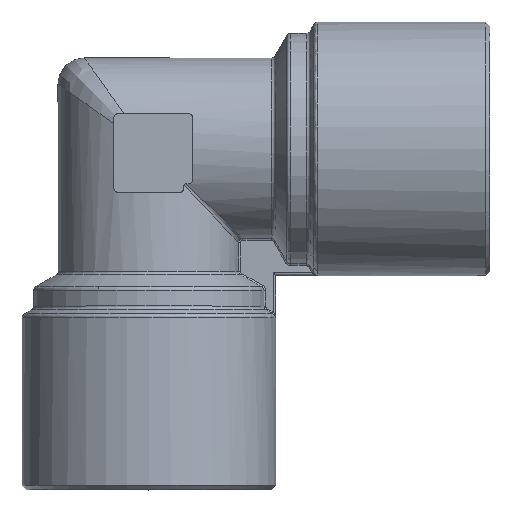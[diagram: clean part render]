
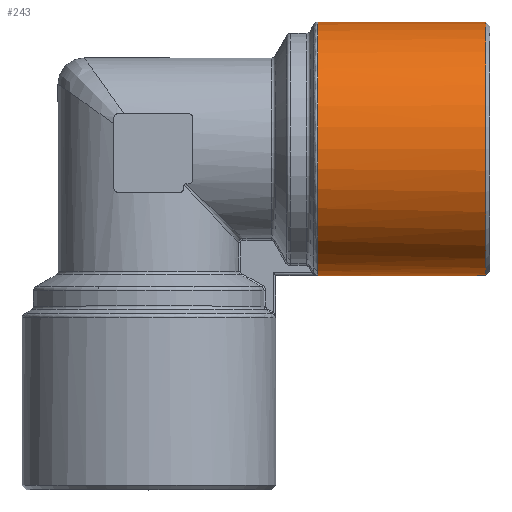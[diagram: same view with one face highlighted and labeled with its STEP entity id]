
A CAD part, top view. The second image highlights one B-rep face of the part: STEP entity #243.
In plain terms, the highlighted cylindrical face has radius 14.5 mm (diameter 29 mm), a full revolution.
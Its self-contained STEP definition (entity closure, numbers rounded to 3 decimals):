
#243 = ADVANCED_FACE( 'NONE', ( #850, #851 ), #852, .T. );
#850 = FACE_OUTER_BOUND( '', #3928, .T. );
#851 = FACE_OUTER_BOUND( '', #3929, .T. );
#852 = CYLINDRICAL_SURFACE( '', #3930, 14.5 );
#3928 = EDGE_LOOP( '', ( #8644, #8645, #8646 ) );
#3929 = EDGE_LOOP( '', ( #8647 ) );
#3930 = AXIS2_PLACEMENT_3D( '', #8648, #8649, #8650 );
#8644 = ORIENTED_EDGE( '', *, *, #10432, .T. );
#8645 = ORIENTED_EDGE( '', *, *, #10955, .T. );
#8646 = ORIENTED_EDGE( '', *, *, #10793, .T. );
#8647 = ORIENTED_EDGE( '', *, *, #10956, .T. );
#8648 = CARTESIAN_POINT( '', ( 0., 0., 0. ) );
#8649 = DIRECTION( '', ( 1., 0., 0. ) );
#8650 = DIRECTION( '', ( 0., 0., 1. ) );
#10432 = EDGE_CURVE( 'NONE', #11329, #11611, #11613, .T. );
#10793 = EDGE_CURVE( 'NONE', #12245, #11329, #12247, .T. );
#10955 = EDGE_CURVE( 'NONE', #11611, #12245, #12516, .T. );
#10956 = EDGE_CURVE( 'NONE', #12517, #12517, #12518, .T. );
#11329 = VERTEX_POINT( 'NONE', #13057 );
#11611 = VERTEX_POINT( 'NONE', #14363 );
#11613 = CIRCLE( '', #14377, 14.5 );
#12245 = VERTEX_POINT( 'NONE', #16832 );
#12247 = CIRCLE( '', #16835, 14.5 );
#12516 = CIRCLE( '', #17814, 14.5 );
#12517 = VERTEX_POINT( '', #17815 );
#12518 = CIRCLE( '', #17816, 14.5 );
#13057 = CARTESIAN_POINT( '', ( 19.299, -14.428, -1.44 ) );
#14363 = CARTESIAN_POINT( '', ( 19.299, -14.428, 1.44 ) );
#14377 = AXIS2_PLACEMENT_3D( '', #20411, #20412, #20413 );
#16832 = CARTESIAN_POINT( '', ( 19.299, -14.5, 0. ) );
#16835 = AXIS2_PLACEMENT_3D( '', #20745, #20746, #20747 );
#17814 = AXIS2_PLACEMENT_3D( '', #20887, #20888, #20889 );
#17815 = CARTESIAN_POINT( '', ( 38.5, 0., 14.5 ) );
#17816 = AXIS2_PLACEMENT_3D( '', #20890, #20891, #20892 );
#20411 = CARTESIAN_POINT( '', ( 19.299, 0., 0. ) );
#20412 = DIRECTION( '', ( 1., 0., 0. ) );
#20413 = DIRECTION( '', ( 0., 0., -1. ) );
#20745 = CARTESIAN_POINT( '', ( 19.299, 0., 0. ) );
#20746 = DIRECTION( '', ( 1., 0., 0. ) );
#20747 = DIRECTION( '', ( 0., 0., -1. ) );
#20887 = CARTESIAN_POINT( '', ( 19.299, 0., 0. ) );
#20888 = DIRECTION( '', ( 1., 0., 0. ) );
#20889 = DIRECTION( '', ( 0., 0., -1. ) );
#20890 = CARTESIAN_POINT( '', ( 38.5, 0., 0. ) );
#20891 = DIRECTION( '', ( -1., 0., 0. ) );
#20892 = DIRECTION( '', ( 0., 0., 1. ) );
